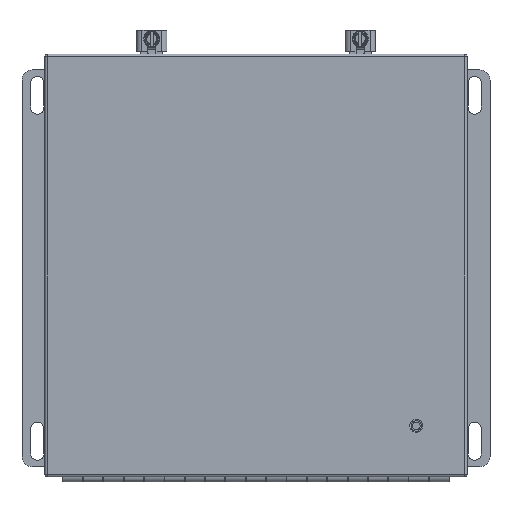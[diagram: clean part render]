
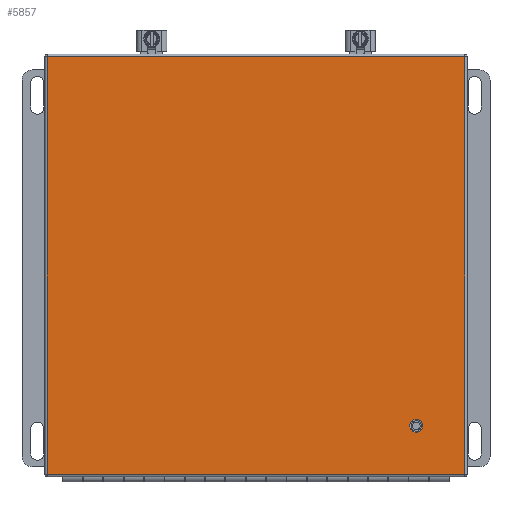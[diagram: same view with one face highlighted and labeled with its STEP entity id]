
A CAD part, top view. The second image highlights one B-rep face of the part: STEP entity #5857.
In plain terms, the highlighted planar face has unit normal (0, 0, 1).
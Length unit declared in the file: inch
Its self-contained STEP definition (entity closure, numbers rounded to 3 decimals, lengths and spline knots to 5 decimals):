
#191 = ORIENTED_EDGE ( 'NONE', *, *, #14109, .T. ) ;
#409 = DIRECTION ( 'NONE',  ( 0., 0., -1. ) ) ;
#473 = VERTEX_POINT ( 'NONE', #26489 ) ;
#563 = VERTEX_POINT ( 'NONE', #19115 ) ;
#5857 = ADVANCED_FACE ( 'NONE', ( #12829, #19050 ), #13894, .F. ) ;
#6126 = ORIENTED_EDGE ( 'NONE', *, *, #26239, .T. ) ;
#7534 = LINE ( 'NONE', #47118, #24291 ) ;
#8405 = DIRECTION ( 'NONE',  ( 0., 0., -1. ) ) ;
#12823 = ORIENTED_EDGE ( 'NONE', *, *, #43577, .T. ) ;
#12829 = FACE_OUTER_BOUND ( 'NONE', #66066, .T. ) ;
#13894 = PLANE ( 'NONE',  #68122 ) ;
#14109 = EDGE_CURVE ( 'NONE', #46908, #46908, #17438, .T. ) ;
#15071 = DIRECTION ( 'NONE',  ( 0., 1., 0. ) ) ;
#17339 = EDGE_LOOP ( 'NONE', ( #191 ) ) ;
#17438 = CIRCLE ( 'NONE', #36205, 0.15655 ) ;
#19050 = FACE_BOUND ( 'NONE', #17339, .T. ) ;
#19115 = CARTESIAN_POINT ( 'NONE',  ( -0.0652, 10.19, 6.185 ) ) ;
#19993 = DIRECTION ( 'NONE',  ( -1., 0., 0. ) ) ;
#20003 = VERTEX_POINT ( 'NONE', #54252 ) ;
#20570 = LINE ( 'NONE', #31999, #66927 ) ;
#21118 = VERTEX_POINT ( 'NONE', #66581 ) ;
#21898 = EDGE_CURVE ( 'NONE', #473, #20003, #42818, .T. ) ;
#22345 = DIRECTION ( 'NONE',  ( -1., 0., 0. ) ) ;
#24291 = VECTOR ( 'NONE', #19993, 39.37008 ) ;
#26239 = EDGE_CURVE ( 'NONE', #20003, #21118, #20570, .T. ) ;
#26489 = CARTESIAN_POINT ( 'NONE',  ( -0.0652, -0.07504, 6.185 ) ) ;
#31999 = CARTESIAN_POINT ( 'NONE',  ( 10.19, 8.14639, 6.185 ) ) ;
#36205 = AXIS2_PLACEMENT_3D ( 'NONE', #50573, #409, #22345 ) ;
#42818 = LINE ( 'NONE', #54153, #48261 ) ;
#43577 = EDGE_CURVE ( 'NONE', #563, #473, #49067, .T. ) ;
#44669 = CARTESIAN_POINT ( 'NONE',  ( -0.0652, 8.14639, 6.185 ) ) ;
#46908 = VERTEX_POINT ( 'NONE', #53475 ) ;
#47118 = CARTESIAN_POINT ( 'NONE',  ( 10.24985, 10.19, 6.185 ) ) ;
#48261 = VECTOR ( 'NONE', #72070, 39.37008 ) ;
#49067 = LINE ( 'NONE', #44669, #67841 ) ;
#50573 = CARTESIAN_POINT ( 'NONE',  ( 8.99727, 1.1165, 6.185 ) ) ;
#53475 = CARTESIAN_POINT ( 'NONE',  ( 8.84072, 1.1165, 6.185 ) ) ;
#54153 = CARTESIAN_POINT ( 'NONE',  ( 10.24985, -0.07504, 6.185 ) ) ;
#54252 = CARTESIAN_POINT ( 'NONE',  ( 10.19, -0.07504, 6.185 ) ) ;
#54430 = ORIENTED_EDGE ( 'NONE', *, *, #59755, .T. ) ;
#57538 = DIRECTION ( 'NONE',  ( -1., 0., 0. ) ) ;
#59755 = EDGE_CURVE ( 'NONE', #21118, #563, #7534, .T. ) ;
#64111 = CARTESIAN_POINT ( 'NONE',  ( 10.24985, 8.14639, 6.185 ) ) ;
#66066 = EDGE_LOOP ( 'NONE', ( #12823, #66162, #6126, #54430 ) ) ;
#66162 = ORIENTED_EDGE ( 'NONE', *, *, #21898, .T. ) ;
#66581 = CARTESIAN_POINT ( 'NONE',  ( 10.19, 10.19, 6.185 ) ) ;
#66927 = VECTOR ( 'NONE', #15071, 39.37008 ) ;
#67841 = VECTOR ( 'NONE', #72156, 39.37008 ) ;
#68122 = AXIS2_PLACEMENT_3D ( 'NONE', #64111, #8405, #57538 ) ;
#72070 = DIRECTION ( 'NONE',  ( 1., 0., 0. ) ) ;
#72156 = DIRECTION ( 'NONE',  ( 0., -1., 0. ) ) ;
